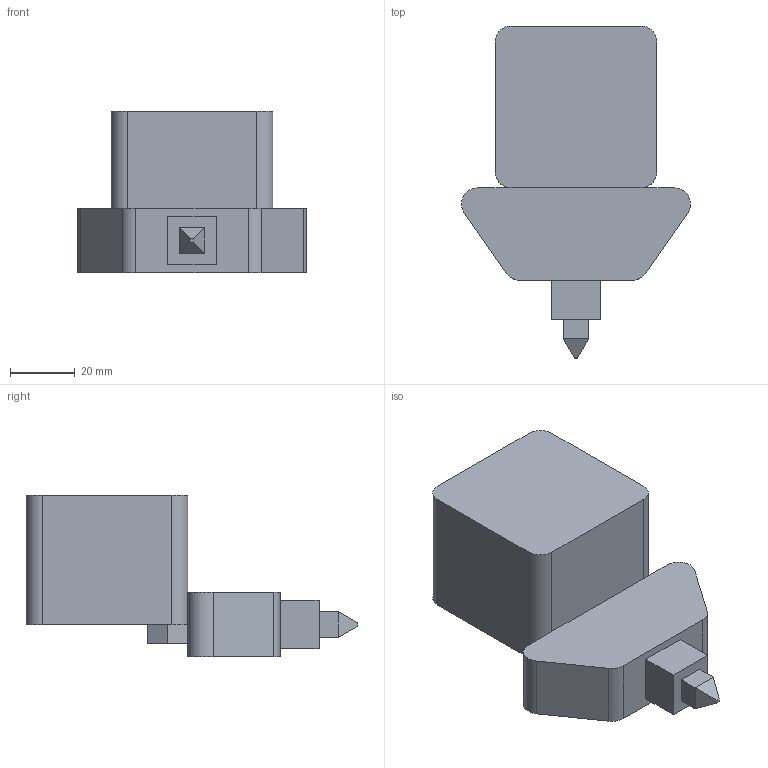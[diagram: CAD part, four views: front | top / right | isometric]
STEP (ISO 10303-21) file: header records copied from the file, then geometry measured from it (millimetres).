
FILE_DESCRIPTION (( 'STEP AP203' ), '1' );
FILE_NAME ('Printing_head_Default_sldprt.STEP', '2019-11-05T21:24:42', ( '' ), ( '' ), 'SwSTEP 2.0', 'SolidWorks 2017', '' );
FILE_SCHEMA (( 'CONFIG_CONTROL_DESIGN' ));
Length unit declared in the file: millimetre
Products named in the file (1): Printing_head_Default_sldprt
Bounding box: 70.78 x 102.56 x 50 mm (x, y, z)
Volume: 137454.5 mm3; surface area: 19819.9 mm2
Topology: 1 solids, 1 shells, 56 faces, 138 edges, 90 vertices
Faces by surface type: plane 39, cylinder 17
Entity records: 1725 total; most frequent: DIRECTION 286, CARTESIAN_POINT 285, ORIENTED_EDGE 276, EDGE_CURVE 138, VECTOR 104, LINE 104, AXIS2_PLACEMENT_3D 91, VERTEX_POINT 90
